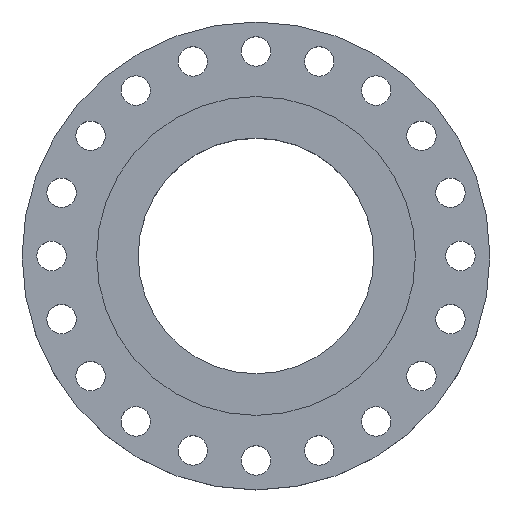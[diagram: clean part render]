
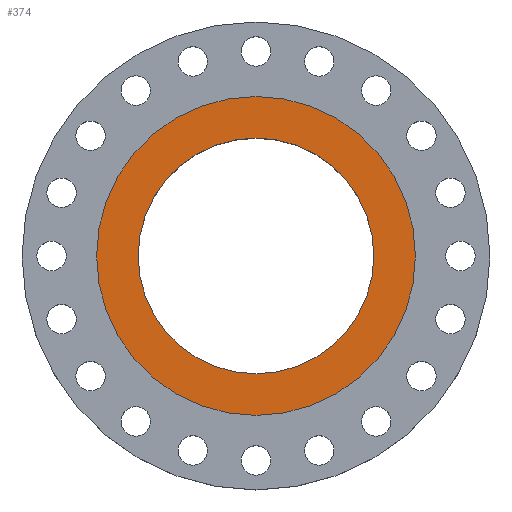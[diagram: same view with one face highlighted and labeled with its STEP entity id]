
A CAD part, top view. The second image highlights one B-rep face of the part: STEP entity #374.
In plain terms, the highlighted planar face has unit normal (0, 0, 1).
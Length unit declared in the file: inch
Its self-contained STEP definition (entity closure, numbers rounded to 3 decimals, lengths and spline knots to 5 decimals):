
#63 = EDGE_LOOP ( 'NONE', ( #806, #296 ) ) ;
#99 = AXIS2_PLACEMENT_3D ( 'NONE', #769, #1384, #146 ) ;
#125 = FACE_BOUND ( 'NONE', #255, .T. ) ;
#127 = EDGE_CURVE ( 'NONE', #1081, #795, #1470, .T. ) ;
#131 = CARTESIAN_POINT ( 'NONE',  ( 0., 0., 0. ) ) ;
#146 = DIRECTION ( 'NONE',  ( 1., 0., 0. ) ) ;
#255 = EDGE_LOOP ( 'NONE', ( #355, #2039 ) ) ;
#296 = ORIENTED_EDGE ( 'NONE', *, *, #1626, .T. ) ;
#355 = ORIENTED_EDGE ( 'NONE', *, *, #388, .F. ) ;
#374 = ADVANCED_FACE ( 'NONE', ( #125, #793 ), #1266, .F. ) ;
#388 = EDGE_CURVE ( 'NONE', #795, #1081, #1294, .T. ) ;
#442 = CIRCLE ( 'NONE', #916, 11.5 ) ;
#481 = VERTEX_POINT ( 'NONE', #730 ) ;
#483 = EDGE_CURVE ( 'NONE', #481, #929, #1655, .T. ) ;
#611 = CARTESIAN_POINT ( 'NONE',  ( 0., 0., 0. ) ) ;
#730 = CARTESIAN_POINT ( 'NONE',  ( 11.5, 0., 0. ) ) ;
#757 = DIRECTION ( 'NONE',  ( 0., 0., 1. ) ) ;
#769 = CARTESIAN_POINT ( 'NONE',  ( 0., 0., 0. ) ) ;
#793 = FACE_OUTER_BOUND ( 'NONE', #63, .T. ) ;
#795 = VERTEX_POINT ( 'NONE', #833 ) ;
#806 = ORIENTED_EDGE ( 'NONE', *, *, #483, .T. ) ;
#833 = CARTESIAN_POINT ( 'NONE',  ( 8.5, 0., 0. ) ) ;
#873 = AXIS2_PLACEMENT_3D ( 'NONE', #1521, #1754, #1880 ) ;
#916 = AXIS2_PLACEMENT_3D ( 'NONE', #2023, #1199, #1062 ) ;
#929 = VERTEX_POINT ( 'NONE', #937 ) ;
#937 = CARTESIAN_POINT ( 'NONE',  ( -11.5, 0., 0. ) ) ;
#1062 = DIRECTION ( 'NONE',  ( 1., 0., 0. ) ) ;
#1064 = DIRECTION ( 'NONE',  ( 0., 0., 1. ) ) ;
#1081 = VERTEX_POINT ( 'NONE', #2068 ) ;
#1199 = DIRECTION ( 'NONE',  ( 0., 0., 1. ) ) ;
#1203 = DIRECTION ( 'NONE',  ( 1., 0., 0. ) ) ;
#1266 = PLANE ( 'NONE',  #873 ) ;
#1294 = CIRCLE ( 'NONE', #99, 8.5 ) ;
#1384 = DIRECTION ( 'NONE',  ( 0., 0., 1. ) ) ;
#1440 = AXIS2_PLACEMENT_3D ( 'NONE', #131, #757, #1203 ) ;
#1470 = CIRCLE ( 'NONE', #1765, 8.5 ) ;
#1521 = CARTESIAN_POINT ( 'NONE',  ( 0., 8.5, 0. ) ) ;
#1626 = EDGE_CURVE ( 'NONE', #929, #481, #442, .T. ) ;
#1655 = CIRCLE ( 'NONE', #1440, 11.5 ) ;
#1731 = DIRECTION ( 'NONE',  ( 1., 0., 0. ) ) ;
#1754 = DIRECTION ( 'NONE',  ( 0., 0., -1. ) ) ;
#1765 = AXIS2_PLACEMENT_3D ( 'NONE', #611, #1064, #1731 ) ;
#1880 = DIRECTION ( 'NONE',  ( -1., 0., 0. ) ) ;
#2023 = CARTESIAN_POINT ( 'NONE',  ( 0., 0., 0. ) ) ;
#2039 = ORIENTED_EDGE ( 'NONE', *, *, #127, .F. ) ;
#2068 = CARTESIAN_POINT ( 'NONE',  ( -8.5, 0., 0. ) ) ;
